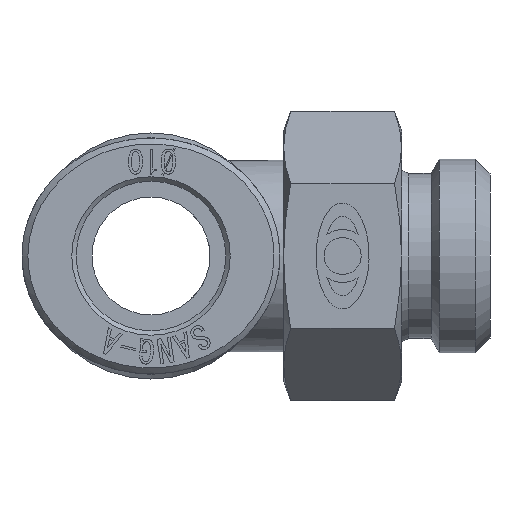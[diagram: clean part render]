
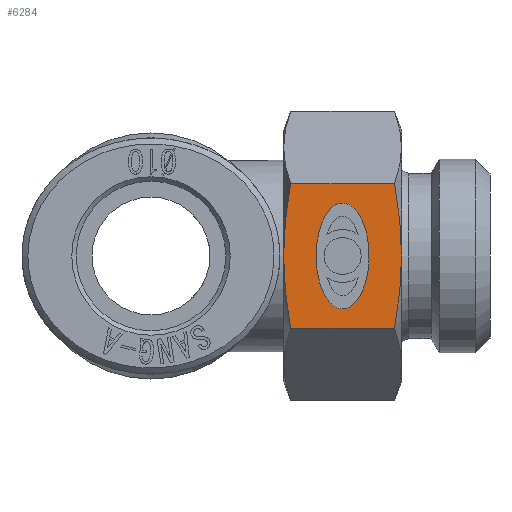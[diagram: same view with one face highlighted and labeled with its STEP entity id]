
A CAD part, left-side view. The second image highlights one B-rep face of the part: STEP entity #6284.
In plain terms, the highlighted face is planar.
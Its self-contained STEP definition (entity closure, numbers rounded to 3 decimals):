
#6166=CARTESIAN_POINT('',(8.5,-4.,-3.594));
#6167=VERTEX_POINT('',#6166);
#6168=CARTESIAN_POINT('',(8.5,-4.,0.));
#6169=DIRECTION('',(-1.0,0.0,0.0));
#6170=DIRECTION('',(0.0,0.0,1.0));
#6171=AXIS2_PLACEMENT_3D('',#6168,#6169,#6170);
#6172=ELLIPSE('',#6171,3.594,1.797);
#6173=EDGE_CURVE('',#6167,#6167,#6172,.T.);
#6198=CARTESIAN_POINT('',(8.5,0.,-4.907));
#6199=DIRECTION('',(1.0,0.0,0.0));
#6200=DIRECTION('',(0.0,0.0,1.0));
#6201=AXIS2_PLACEMENT_3D('',#6198,#6199,#6200);
#6202=PLANE('',#6201);
#6203=CARTESIAN_POINT('',(8.5,-7.521,4.907));
#6204=VERTEX_POINT('',#6203);
#6205=CARTESIAN_POINT('',(8.5,-8.,0.));
#6206=VERTEX_POINT('',#6205);
#6207=CARTESIAN_POINT('',(8.5,-7.521,4.907));
#6208=CARTESIAN_POINT('',(8.5,-8.,2.278));
#6209=CARTESIAN_POINT('',(8.5,-8.,0.));
#6217=(BOUNDED_CURVE()B_SPLINE_CURVE(2,(#6207,#6208,#6209),.UNSPECIFIED.,.F.,.U.)B_SPLINE_CURVE_WITH_KNOTS((3,3),(0.199,0.719),.UNSPECIFIED.)CURVE()GEOMETRIC_REPRESENTATION_ITEM()RATIONAL_B_SPLINE_CURVE((1.029,1.053,1.0))REPRESENTATION_ITEM(''));
#6218=EDGE_CURVE('',#6204,#6206,#6217,.T.);
#6219=ORIENTED_EDGE('',*,*,#6218,.T.);
#6220=CARTESIAN_POINT('',(8.5,-7.521,-4.907));
#6221=VERTEX_POINT('',#6220);
#6222=CARTESIAN_POINT('',(8.5,-8.,0.));
#6223=CARTESIAN_POINT('',(8.5,-8.,-2.278));
#6224=CARTESIAN_POINT('',(8.5,-7.521,-4.907));
#6232=(BOUNDED_CURVE()B_SPLINE_CURVE(2,(#6222,#6223,#6224),.UNSPECIFIED.,.F.,.U.)B_SPLINE_CURVE_WITH_KNOTS((3,3),(0.719,1.24),.UNSPECIFIED.)CURVE()GEOMETRIC_REPRESENTATION_ITEM()RATIONAL_B_SPLINE_CURVE((1.0,1.053,1.029))REPRESENTATION_ITEM(''));
#6233=EDGE_CURVE('',#6206,#6221,#6232,.T.);
#6234=ORIENTED_EDGE('',*,*,#6233,.T.);
#6235=CARTESIAN_POINT('',(8.5,-0.479,-4.907));
#6236=VERTEX_POINT('',#6235);
#6237=CARTESIAN_POINT('',(8.5,-0.479,-4.907));
#6238=DIRECTION('',(0.0,-1.0,0.0));
#6239=VECTOR('',#6238,7.043);
#6240=LINE('',#6237,#6239);
#6241=EDGE_CURVE('',#6236,#6221,#6240,.T.);
#6242=ORIENTED_EDGE('',*,*,#6241,.F.);
#6243=CARTESIAN_POINT('',(8.5,0.0,0.));
#6244=VERTEX_POINT('',#6243);
#6245=CARTESIAN_POINT('',(8.5,-0.479,-4.907));
#6246=CARTESIAN_POINT('',(8.5,0.,-2.278));
#6247=CARTESIAN_POINT('',(8.5,0.0,0.));
#6255=(BOUNDED_CURVE()B_SPLINE_CURVE(2,(#6245,#6246,#6247),.UNSPECIFIED.,.F.,.U.)B_SPLINE_CURVE_WITH_KNOTS((3,3),(0.199,0.719),.UNSPECIFIED.)CURVE()GEOMETRIC_REPRESENTATION_ITEM()RATIONAL_B_SPLINE_CURVE((1.029,1.053,1.0))REPRESENTATION_ITEM(''));
#6256=EDGE_CURVE('',#6236,#6244,#6255,.T.);
#6257=ORIENTED_EDGE('',*,*,#6256,.T.);
#6258=CARTESIAN_POINT('',(8.5,-0.479,4.907));
#6259=VERTEX_POINT('',#6258);
#6260=CARTESIAN_POINT('',(8.5,0.0,0.));
#6261=CARTESIAN_POINT('',(8.5,0.,2.278));
#6262=CARTESIAN_POINT('',(8.5,-0.479,4.907));
#6270=(BOUNDED_CURVE()B_SPLINE_CURVE(2,(#6260,#6261,#6262),.UNSPECIFIED.,.F.,.U.)B_SPLINE_CURVE_WITH_KNOTS((3,3),(0.719,1.24),.UNSPECIFIED.)CURVE()GEOMETRIC_REPRESENTATION_ITEM()RATIONAL_B_SPLINE_CURVE((1.0,1.053,1.029))REPRESENTATION_ITEM(''));
#6271=EDGE_CURVE('',#6244,#6259,#6270,.T.);
#6272=ORIENTED_EDGE('',*,*,#6271,.T.);
#6273=CARTESIAN_POINT('',(8.5,-0.479,4.907));
#6274=DIRECTION('',(0.0,-1.0,0.0));
#6275=VECTOR('',#6274,7.043);
#6276=LINE('',#6273,#6275);
#6277=EDGE_CURVE('',#6259,#6204,#6276,.T.);
#6278=ORIENTED_EDGE('',*,*,#6277,.T.);
#6279=EDGE_LOOP('',(#6219,#6234,#6242,#6257,#6272,#6278));
#6280=FACE_OUTER_BOUND('',#6279,.T.);
#6281=ORIENTED_EDGE('',*,*,#6173,.T.);
#6282=EDGE_LOOP('',(#6281));
#6283=FACE_BOUND('',#6282,.T.);
#6284=ADVANCED_FACE('',(#6280,#6283),#6202,.T.);
